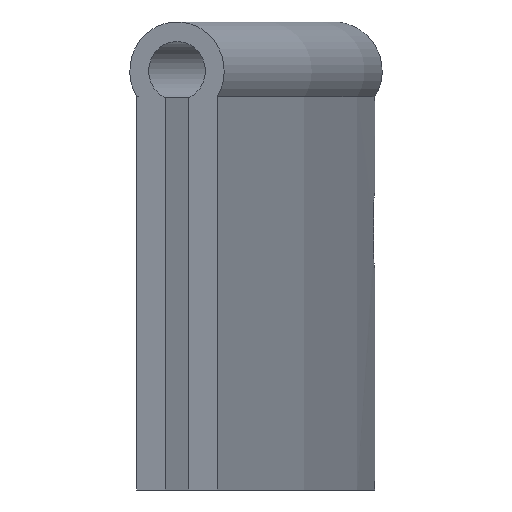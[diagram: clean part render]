
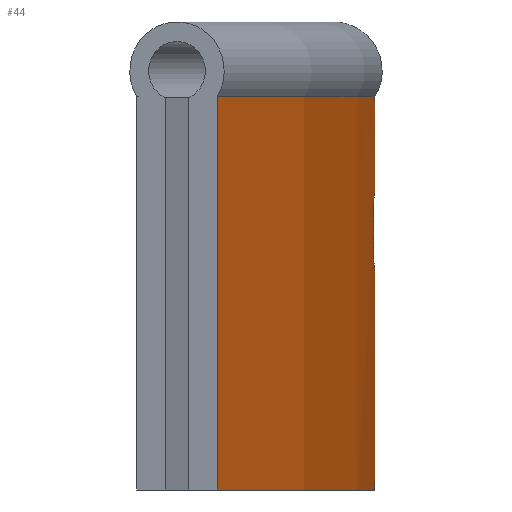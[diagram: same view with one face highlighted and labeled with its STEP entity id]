
A CAD part, left-side view. The second image highlights one B-rep face of the part: STEP entity #44.
In plain terms, the highlighted cylindrical face has radius 160.439 mm (diameter 320.877 mm), a partial arc.
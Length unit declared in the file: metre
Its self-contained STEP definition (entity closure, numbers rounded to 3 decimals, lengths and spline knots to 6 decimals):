
#44 = ADVANCED_FACE( '', ( #98, #99 ), #100, .T. );
#98 = FACE_OUTER_BOUND( '', #163, .T. );
#99 = FACE_BOUND( '', #164, .T. );
#100 = CYLINDRICAL_SURFACE( '', #165, 0.160438 );
#163 = EDGE_LOOP( '', ( #227, #228, #229, #230 ) );
#164 = EDGE_LOOP( '', ( #231, #232, #233, #234 ) );
#165 = AXIS2_PLACEMENT_3D( '', #235, #236, #237 );
#227 = ORIENTED_EDGE( '', *, *, #392, .T. );
#228 = ORIENTED_EDGE( '', *, *, #393, .F. );
#229 = ORIENTED_EDGE( '', *, *, #394, .F. );
#230 = ORIENTED_EDGE( '', *, *, #395, .T. );
#231 = ORIENTED_EDGE( '', *, *, #396, .F. );
#232 = ORIENTED_EDGE( '', *, *, #397, .T. );
#233 = ORIENTED_EDGE( '', *, *, #398, .T. );
#234 = ORIENTED_EDGE( '', *, *, #399, .F. );
#235 = CARTESIAN_POINT( '', ( -0.000391, 0.158738, 0. ) );
#236 = DIRECTION( '', ( 0., 0., 1. ) );
#237 = DIRECTION( '', ( -1., 0., 0. ) );
#392 = EDGE_CURVE( '', #462, #463, #464, .T. );
#393 = EDGE_CURVE( '', #465, #463, #466, .F. );
#394 = EDGE_CURVE( '', #467, #465, #468, .T. );
#395 = EDGE_CURVE( '', #467, #462, #469, .F. );
#396 = EDGE_CURVE( '', #470, #471, #472, .T. );
#397 = EDGE_CURVE( '', #470, #473, #474, .F. );
#398 = EDGE_CURVE( '', #473, #475, #476, .T. );
#399 = EDGE_CURVE( '', #471, #475, #477, .F. );
#462 = VERTEX_POINT( '', #612 );
#463 = VERTEX_POINT( '', #613 );
#464 = CIRCLE( '', #614, 0.160438 );
#465 = VERTEX_POINT( '', #615 );
#466 = LINE( '', #616, #617 );
#467 = VERTEX_POINT( '', #618 );
#468 = CIRCLE( '', #619, 0.160438 );
#469 = LINE( '', #620, #621 );
#470 = VERTEX_POINT( '', #622 );
#471 = VERTEX_POINT( '', #623 );
#472 = B_SPLINE_CURVE_WITH_KNOTS( '', 3, ( #624, #625, #626, #627, #628, #629, #630, #631, #632, #633, #634, #635, #636, #637, #638, #639, #640, #641, #642, #643, #644, #645, #646, #647, #648, #649 ), .UNSPECIFIED., .F., .F., ( 4, 2, 2, 2, 2, 2, 2, 2, 2, 2, 2, 2, 4 ), ( 0., 0.000293, 0.000586, 0.000879, 0.001172, 0.001758, 0.002345, 0.002638, 0.002931, 0.003224, 0.003517, 0.004103, 0.004689 ), .UNSPECIFIED. );
#473 = VERTEX_POINT( '', #650 );
#474 = CIRCLE( '', #651, 0.160438 );
#475 = VERTEX_POINT( '', #652 );
#476 = B_SPLINE_CURVE_WITH_KNOTS( '', 3, ( #653, #654, #655, #656, #657, #658, #659, #660, #661, #662, #663, #664, #665, #666, #667, #668, #669, #670, #671, #672, #673, #674, #675, #676, #677, #678 ), .UNSPECIFIED., .F., .F., ( 4, 2, 2, 2, 2, 2, 2, 2, 2, 2, 2, 2, 4 ), ( 0., 0.000293, 0.000586, 0.000879, 0.001172, 0.001759, 0.002345, 0.002638, 0.002931, 0.003224, 0.003517, 0.004103, 0.004689 ), .UNSPECIFIED. );
#477 = CIRCLE( '', #679, 0.160438 );
#612 = CARTESIAN_POINT( '', ( 0.044535, 0.004718, -0.003054 ) );
#613 = CARTESIAN_POINT( '', ( -0.045317, 0.004718, -0.003054 ) );
#614 = AXIS2_PLACEMENT_3D( '', #870, #871, #872 );
#615 = CARTESIAN_POINT( '', ( -0.045317, 0.004718, -0.01905 ) );
#616 = CARTESIAN_POINT( '', ( -0.045317, 0.004718, -0.011052 ) );
#617 = VECTOR( '', #873, 1. );
#618 = CARTESIAN_POINT( '', ( 0.044535, 0.004718, -0.01905 ) );
#619 = AXIS2_PLACEMENT_3D( '', #874, #875, #876 );
#620 = CARTESIAN_POINT( '', ( 0.044535, 0.004718, -0.011052 ) );
#621 = VECTOR( '', #877, 1. );
#622 = CARTESIAN_POINT( '', ( -0.003, -0.001679, -0.007 ) );
#623 = CARTESIAN_POINT( '', ( -0.003, -0.001679, -0.01 ) );
#624 = CARTESIAN_POINT( '', ( -0.003, -0.001679, -0.007 ) );
#625 = CARTESIAN_POINT( '', ( -0.003099, -0.001678, -0.007 ) );
#626 = CARTESIAN_POINT( '', ( -0.003197, -0.001676, -0.00701 ) );
#627 = CARTESIAN_POINT( '', ( -0.003388, -0.001673, -0.007048 ) );
#628 = CARTESIAN_POINT( '', ( -0.003483, -0.001671, -0.007077 ) );
#629 = CARTESIAN_POINT( '', ( -0.003665, -0.001667, -0.007152 ) );
#630 = CARTESIAN_POINT( '', ( -0.003751, -0.001665, -0.007198 ) );
#631 = CARTESIAN_POINT( '', ( -0.003914, -0.001662, -0.007307 ) );
#632 = CARTESIAN_POINT( '', ( -0.003991, -0.00166, -0.00737 ) );
#633 = CARTESIAN_POINT( '', ( -0.004199, -0.001655, -0.007578 ) );
#634 = CARTESIAN_POINT( '', ( -0.004311, -0.001653, -0.007745 ) );
#635 = CARTESIAN_POINT( '', ( -0.00446, -0.001649, -0.008106 ) );
#636 = CARTESIAN_POINT( '', ( -0.0045, -0.001648, -0.008303 ) );
#637 = CARTESIAN_POINT( '', ( -0.0045, -0.001648, -0.008597 ) );
#638 = CARTESIAN_POINT( '', ( -0.00449, -0.001648, -0.008696 ) );
#639 = CARTESIAN_POINT( '', ( -0.004452, -0.001649, -0.008889 ) );
#640 = CARTESIAN_POINT( '', ( -0.004424, -0.00165, -0.008982 ) );
#641 = CARTESIAN_POINT( '', ( -0.004349, -0.001652, -0.009164 ) );
#642 = CARTESIAN_POINT( '', ( -0.004302, -0.001653, -0.009252 ) );
#643 = CARTESIAN_POINT( '', ( -0.004193, -0.001655, -0.009414 ) );
#644 = CARTESIAN_POINT( '', ( -0.004131, -0.001657, -0.00949 ) );
#645 = CARTESIAN_POINT( '', ( -0.003922, -0.001662, -0.0097 ) );
#646 = CARTESIAN_POINT( '', ( -0.003756, -0.001665, -0.00981 ) );
#647 = CARTESIAN_POINT( '', ( -0.003393, -0.001672, -0.009961 ) );
#648 = CARTESIAN_POINT( '', ( -0.003198, -0.001676, -0.01 ) );
#649 = CARTESIAN_POINT( '', ( -0.003, -0.001679, -0.01 ) );
#650 = CARTESIAN_POINT( '', ( 0.003, -0.001665, -0.007 ) );
#651 = AXIS2_PLACEMENT_3D( '', #878, #879, #880 );
#652 = CARTESIAN_POINT( '', ( 0.003, -0.001665, -0.01 ) );
#653 = CARTESIAN_POINT( '', ( 0.003, -0.001665, -0.007 ) );
#654 = CARTESIAN_POINT( '', ( 0.003099, -0.001663, -0.007 ) );
#655 = CARTESIAN_POINT( '', ( 0.003197, -0.00166, -0.00701 ) );
#656 = CARTESIAN_POINT( '', ( 0.003388, -0.001656, -0.007048 ) );
#657 = CARTESIAN_POINT( '', ( 0.003483, -0.001654, -0.007077 ) );
#658 = CARTESIAN_POINT( '', ( 0.003665, -0.001649, -0.007152 ) );
#659 = CARTESIAN_POINT( '', ( 0.003751, -0.001647, -0.007198 ) );
#660 = CARTESIAN_POINT( '', ( 0.003914, -0.001643, -0.007307 ) );
#661 = CARTESIAN_POINT( '', ( 0.003991, -0.001641, -0.00737 ) );
#662 = CARTESIAN_POINT( '', ( 0.004199, -0.001635, -0.007578 ) );
#663 = CARTESIAN_POINT( '', ( 0.004311, -0.001632, -0.007745 ) );
#664 = CARTESIAN_POINT( '', ( 0.00446, -0.001627, -0.008106 ) );
#665 = CARTESIAN_POINT( '', ( 0.0045, -0.001626, -0.008303 ) );
#666 = CARTESIAN_POINT( '', ( 0.0045, -0.001626, -0.008597 ) );
#667 = CARTESIAN_POINT( '', ( 0.00449, -0.001626, -0.008696 ) );
#668 = CARTESIAN_POINT( '', ( 0.004452, -0.001627, -0.008889 ) );
#669 = CARTESIAN_POINT( '', ( 0.004424, -0.001628, -0.008982 ) );
#670 = CARTESIAN_POINT( '', ( 0.004349, -0.00163, -0.009164 ) );
#671 = CARTESIAN_POINT( '', ( 0.004302, -0.001632, -0.009252 ) );
#672 = CARTESIAN_POINT( '', ( 0.004193, -0.001635, -0.009414 ) );
#673 = CARTESIAN_POINT( '', ( 0.004131, -0.001637, -0.00949 ) );
#674 = CARTESIAN_POINT( '', ( 0.003921, -0.001643, -0.0097 ) );
#675 = CARTESIAN_POINT( '', ( 0.003756, -0.001647, -0.00981 ) );
#676 = CARTESIAN_POINT( '', ( 0.003393, -0.001656, -0.009961 ) );
#677 = CARTESIAN_POINT( '', ( 0.003198, -0.00166, -0.01 ) );
#678 = CARTESIAN_POINT( '', ( 0.003, -0.001665, -0.01 ) );
#679 = AXIS2_PLACEMENT_3D( '', #881, #882, #883 );
#870 = CARTESIAN_POINT( '', ( -0.000391, 0.158738, -0.003054 ) );
#871 = DIRECTION( '', ( 0., 0., -1. ) );
#872 = DIRECTION( '', ( 0.28, -0.96, 0. ) );
#873 = DIRECTION( '', ( 0., 0., -1. ) );
#874 = CARTESIAN_POINT( '', ( -0.000391, 0.158738, -0.01905 ) );
#875 = DIRECTION( '', ( 0., 0., -1. ) );
#876 = DIRECTION( '', ( 0.28, -0.96, 0. ) );
#877 = DIRECTION( '', ( 0., 0., -1. ) );
#878 = CARTESIAN_POINT( '', ( -0.000391, 0.158738, -0.007 ) );
#879 = DIRECTION( '', ( 0., 0., -1. ) );
#880 = DIRECTION( '', ( -1., 0., 0. ) );
#881 = CARTESIAN_POINT( '', ( -0.000391, 0.158738, -0.01 ) );
#882 = DIRECTION( '', ( 0., 0., -1. ) );
#883 = DIRECTION( '', ( -1., 0., 0. ) );
